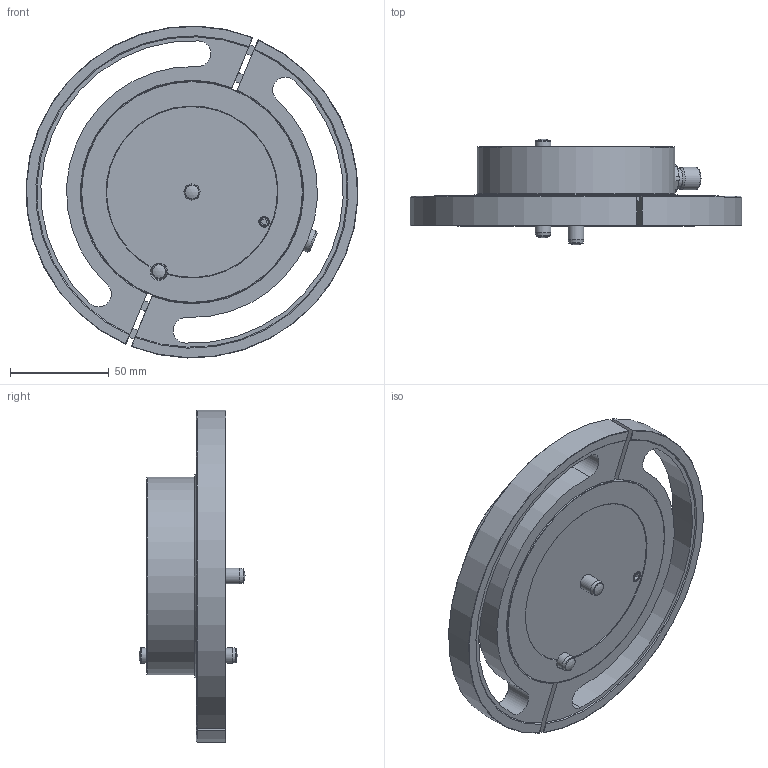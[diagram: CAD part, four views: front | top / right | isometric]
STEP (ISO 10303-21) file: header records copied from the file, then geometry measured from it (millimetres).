
FILE_DESCRIPTION (( 'STEP AP214' ), '1' );
FILE_NAME ('5000 150-1 (066-024) Aufbaugehäuse STARK.airtec D100.STEP', '2021-11-15T08:58:45', ( '' ), ( '' ), 'SwSTEP 2.0', 'SolidWorks 2019', '' );
FILE_SCHEMA (( 'AUTOMOTIVE_DESIGN' ));
Length unit declared in the file: millimetre
Products named in the file (1): 5000 150-1 (066-024) Aufbaugehäuse STARK.airtec D100
Bounding box: 167.81 x 53.66 x 167.93 mm (x, y, z)
Volume: 307844.4 mm3; surface area: 85688.9 mm2
Topology: 1 solids, 4 shells, 219 faces, 522 edges, 320 vertices
Faces by surface type: plane 77, cone 65, cylinder 63, torus 11, sphere 3
Full cylindrical faces by diameter (mm): 4 x1, 4.2 x9, 6 x1, 8 x4, 8.2 x1, 9.6 x1, 9.9 x1, 10.5 x2, 11.5 x1, 12.2 x1, 20 x2, 70 x1, 74 x1, 75 x1, 100 x1, 104 x1, 112 x1
Entity records: 6090 total; most frequent: CARTESIAN_POINT 1226, DIRECTION 1024, ORIENTED_EDGE 848, AXIS2_PLACEMENT_3D 434, EDGE_CURVE 424, EDGE_LOOP 322, VERTEX_POINT 296, FACE_OUTER_BOUND 258
